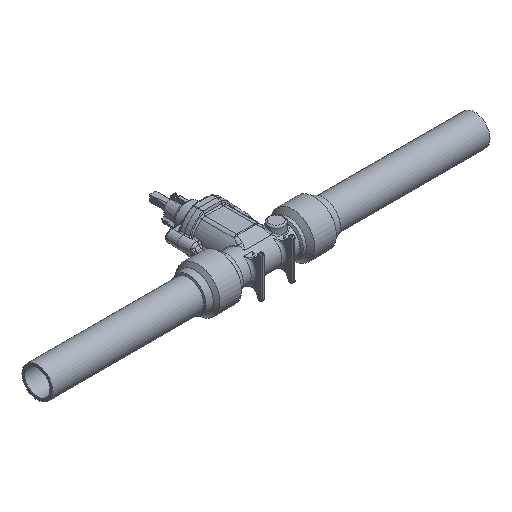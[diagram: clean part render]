
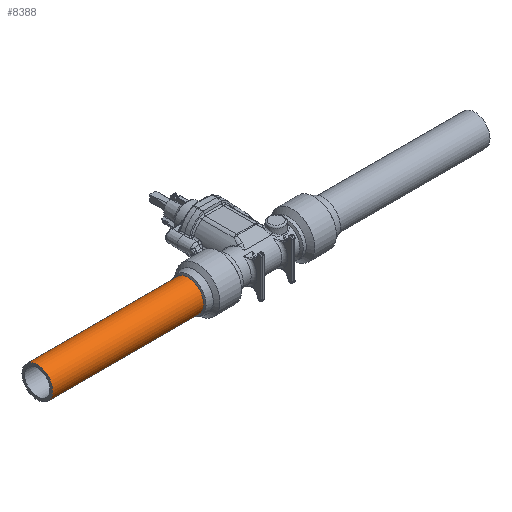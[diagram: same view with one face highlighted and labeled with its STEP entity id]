
A CAD part, isometric view. The second image highlights one B-rep face of the part: STEP entity #8388.
In plain terms, the highlighted cylindrical face has radius 31.5 mm (diameter 63 mm), a full revolution.
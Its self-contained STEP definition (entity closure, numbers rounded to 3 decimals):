
#36 = EDGE_CURVE ( 'NONE', #4265, #4265, #779, .T. ) ;
#54 = EDGE_CURVE ( 'NONE', #4270, #4270, #794, .T. ) ;
#779 = CIRCLE ( 'NONE', #8760, 31.5 ) ;
#794 = CIRCLE ( 'NONE', #8769, 31.5 ) ;
#4265 = VERTEX_POINT ( 'NONE', #7785 ) ;
#4270 = VERTEX_POINT ( 'NONE', #7788 ) ;
#7785 = CARTESIAN_POINT ( 'NONE',  ( -450.5, 0., -31.5 ) ) ;
#7788 = CARTESIAN_POINT ( 'NONE',  ( -139.446, 0., -31.5 ) ) ;
#8388 = ADVANCED_FACE ( 'NONE', ( #11813, #11811 ), #11814, .T. ) ;
#8760 = AXIS2_PLACEMENT_3D ( 'NONE', #9322, #9340, #9159 ) ;
#8769 = AXIS2_PLACEMENT_3D ( 'NONE', #9122, #9274, #9342 ) ;
#9122 = CARTESIAN_POINT ( 'NONE',  ( -139.446, 0., 0. ) ) ;
#9159 = DIRECTION ( 'NONE',  ( 0., 0., -1. ) ) ;
#9274 = DIRECTION ( 'NONE',  ( 1., 0., 0. ) ) ;
#9322 = CARTESIAN_POINT ( 'NONE',  ( -450.5, 0., 0. ) ) ;
#9340 = DIRECTION ( 'NONE',  ( 1., 0., 0. ) ) ;
#9342 = DIRECTION ( 'NONE',  ( 0., 0., -1. ) ) ;
#10646 = EDGE_LOOP ( 'NONE', ( #15625 ) ) ;
#10655 = EDGE_LOOP ( 'NONE', ( #15624 ) ) ;
#11811 = FACE_OUTER_BOUND ( 'NONE', #10655, .T. ) ;
#11813 = FACE_OUTER_BOUND ( 'NONE', #10646, .T. ) ;
#11814 = CYLINDRICAL_SURFACE ( 'NONE', #18945, 31.5 ) ;
#12737 = DIRECTION ( 'NONE',  ( 0., 0., -1. ) ) ;
#12775 = CARTESIAN_POINT ( 'NONE',  ( 0.45, 0., 0. ) ) ;
#12776 = DIRECTION ( 'NONE',  ( 1., 0., 0. ) ) ;
#15624 = ORIENTED_EDGE ( 'NONE', *, *, #54, .F. ) ;
#15625 = ORIENTED_EDGE ( 'NONE', *, *, #36, .T. ) ;
#18945 = AXIS2_PLACEMENT_3D ( 'NONE', #12775, #12776, #12737 ) ;
